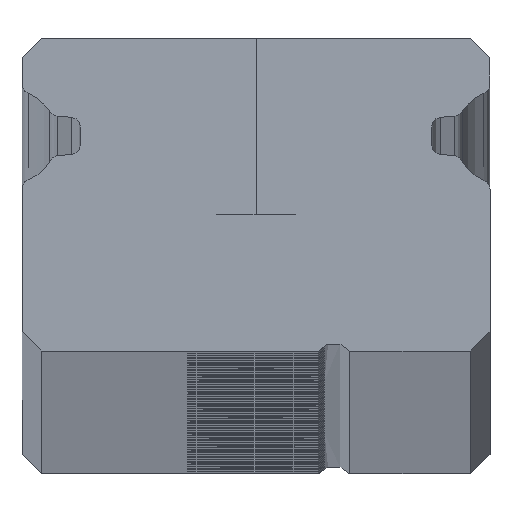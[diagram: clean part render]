
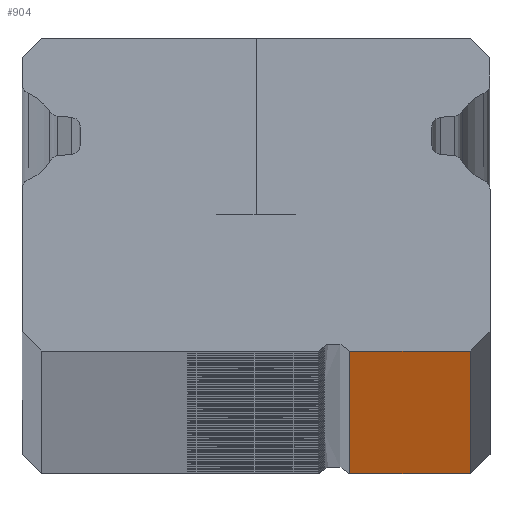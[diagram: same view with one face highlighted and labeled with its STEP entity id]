
A CAD part, top view. The second image highlights one B-rep face of the part: STEP entity #904.
In plain terms, the highlighted planar face has unit normal (0, -1, 0).
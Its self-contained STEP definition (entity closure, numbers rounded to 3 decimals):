
#904 = ADVANCED_FACE ( 'NONE', ( #14182 ), #2282, .F. ) ;
#1033 = VECTOR ( 'NONE', #5971, 1000. ) ;
#1556 = CARTESIAN_POINT ( 'NONE',  ( 2.393, -5.5, 900. ) ) ;
#1694 = VERTEX_POINT ( 'NONE', #11922 ) ;
#1832 = VECTOR ( 'NONE', #2535, 1000. ) ;
#2078 = VERTEX_POINT ( 'NONE', #3648 ) ;
#2282 = PLANE ( 'NONE',  #2602 ) ;
#2535 = DIRECTION ( 'NONE',  ( 1., 0., 0. ) ) ;
#2587 = CARTESIAN_POINT ( 'NONE',  ( 2.393, -5.5, 900. ) ) ;
#2602 = AXIS2_PLACEMENT_3D ( 'NONE', #10091, #3316, #11128 ) ;
#3316 = DIRECTION ( 'NONE',  ( 0., 1., 0. ) ) ;
#3648 = CARTESIAN_POINT ( 'NONE',  ( 2.393, -5.5, 900. ) ) ;
#5229 = LINE ( 'NONE', #11722, #9803 ) ;
#5971 = DIRECTION ( 'NONE',  ( 0., 0., -1. ) ) ;
#6488 = LINE ( 'NONE', #1556, #1033 ) ;
#6945 = VECTOR ( 'NONE', #7353, 1000. ) ;
#7068 = EDGE_CURVE ( 'NONE', #11215, #14589, #9941, .T. ) ;
#7258 = CARTESIAN_POINT ( 'NONE',  ( 5.484, -5.5, 900. ) ) ;
#7353 = DIRECTION ( 'NONE',  ( 0., 0., -1. ) ) ;
#7937 = EDGE_CURVE ( 'NONE', #2078, #11215, #10250, .T. ) ;
#8518 = DIRECTION ( 'NONE',  ( 1., 0., 0. ) ) ;
#9474 = CARTESIAN_POINT ( 'NONE',  ( 5.484, -5.5, -900. ) ) ;
#9756 = ORIENTED_EDGE ( 'NONE', *, *, #14531, .T. ) ;
#9803 = VECTOR ( 'NONE', #8518, 1000. ) ;
#9840 = ORIENTED_EDGE ( 'NONE', *, *, #10654, .T. ) ;
#9941 = LINE ( 'NONE', #7258, #6945 ) ;
#10091 = CARTESIAN_POINT ( 'NONE',  ( 2.393, -5.5, 900. ) ) ;
#10250 = LINE ( 'NONE', #2587, #1832 ) ;
#10654 = EDGE_CURVE ( 'NONE', #2078, #1694, #6488, .T. ) ;
#11128 = DIRECTION ( 'NONE',  ( 0., 0., 1. ) ) ;
#11215 = VERTEX_POINT ( 'NONE', #11772 ) ;
#11450 = EDGE_LOOP ( 'NONE', ( #9756, #14254, #11501, #9840 ) ) ;
#11501 = ORIENTED_EDGE ( 'NONE', *, *, #7937, .F. ) ;
#11722 = CARTESIAN_POINT ( 'NONE',  ( 2.393, -5.5, -900. ) ) ;
#11772 = CARTESIAN_POINT ( 'NONE',  ( 5.484, -5.5, 900. ) ) ;
#11922 = CARTESIAN_POINT ( 'NONE',  ( 2.393, -5.5, -900. ) ) ;
#14182 = FACE_OUTER_BOUND ( 'NONE', #11450, .T. ) ;
#14254 = ORIENTED_EDGE ( 'NONE', *, *, #7068, .F. ) ;
#14531 = EDGE_CURVE ( 'NONE', #1694, #14589, #5229, .T. ) ;
#14589 = VERTEX_POINT ( 'NONE', #9474 ) ;
